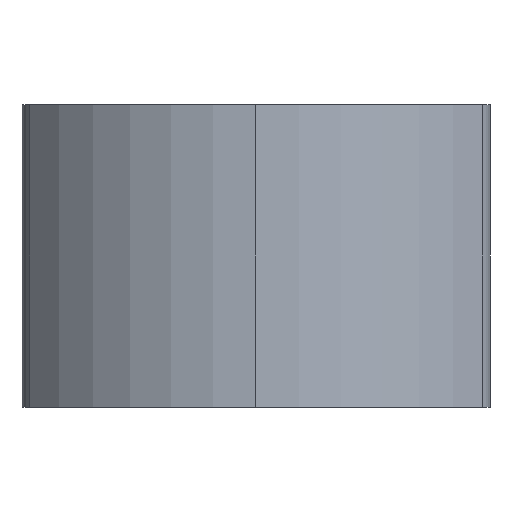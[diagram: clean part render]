
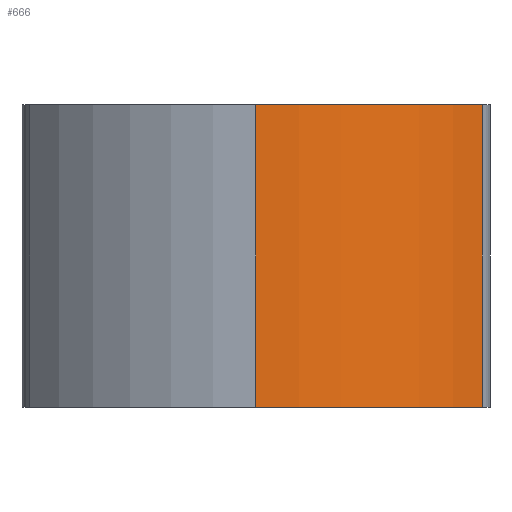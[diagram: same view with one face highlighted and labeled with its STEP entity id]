
A CAD part, left-side view. The second image highlights one B-rep face of the part: STEP entity #666.
In plain terms, the highlighted cylindrical face has radius 40 mm (diameter 80 mm), a partial arc.
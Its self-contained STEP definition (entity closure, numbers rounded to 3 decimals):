
#65 = AXIS2_PLACEMENT_3D ( 'NONE', #1221, #530, #1846 ) ;
#74 = FACE_OUTER_BOUND ( 'NONE', #1080, .T. ) ;
#181 = CIRCLE ( 'NONE', #65, 40. ) ;
#288 = EDGE_CURVE ( 'NONE', #792, #836, #181, .T. ) ;
#298 = VECTOR ( 'NONE', #1480, 1000. ) ;
#332 = DIRECTION ( 'NONE',  ( -1., 0., 0. ) ) ;
#348 = LINE ( 'NONE', #1509, #298 ) ;
#395 = DIRECTION ( 'NONE',  ( 0., 0., 1. ) ) ;
#401 = CYLINDRICAL_SURFACE ( 'NONE', #585, 40. ) ;
#530 = DIRECTION ( 'NONE',  ( 0., 0., 1. ) ) ;
#542 = VERTEX_POINT ( 'NONE', #1592 ) ;
#571 = VECTOR ( 'NONE', #1321, 1000. ) ;
#585 = AXIS2_PLACEMENT_3D ( 'NONE', #1150, #1454, #332 ) ;
#666 = ADVANCED_FACE ( 'NONE', ( #74 ), #401, .T. ) ;
#735 = EDGE_CURVE ( 'NONE', #836, #940, #1449, .T. ) ;
#792 = VERTEX_POINT ( 'NONE', #1683 ) ;
#836 = VERTEX_POINT ( 'NONE', #1339 ) ;
#940 = VERTEX_POINT ( 'NONE', #1048 ) ;
#1048 = CARTESIAN_POINT ( 'NONE',  ( -35.744, -31.429, 42. ) ) ;
#1080 = EDGE_LOOP ( 'NONE', ( #2065, #1239, #1323, #1585 ) ) ;
#1150 = CARTESIAN_POINT ( 'NONE',  ( -11., 0., 42. ) ) ;
#1221 = CARTESIAN_POINT ( 'NONE',  ( -11., 0., 0. ) ) ;
#1239 = ORIENTED_EDGE ( 'NONE', *, *, #1786, .T. ) ;
#1321 = DIRECTION ( 'NONE',  ( 0., 0., 1. ) ) ;
#1323 = ORIENTED_EDGE ( 'NONE', *, *, #288, .T. ) ;
#1339 = CARTESIAN_POINT ( 'NONE',  ( -35.744, -31.429, 0. ) ) ;
#1434 = EDGE_CURVE ( 'NONE', #542, #940, #1638, .T. ) ;
#1449 = LINE ( 'NONE', #1643, #571 ) ;
#1454 = DIRECTION ( 'NONE',  ( 0., 0., -1. ) ) ;
#1480 = DIRECTION ( 'NONE',  ( 0., 0., -1. ) ) ;
#1509 = CARTESIAN_POINT ( 'NONE',  ( -51., 0., 42. ) ) ;
#1585 = ORIENTED_EDGE ( 'NONE', *, *, #735, .T. ) ;
#1592 = CARTESIAN_POINT ( 'NONE',  ( -51., 0., 42. ) ) ;
#1638 = CIRCLE ( 'NONE', #2050, 40. ) ;
#1643 = CARTESIAN_POINT ( 'NONE',  ( -35.744, -31.429, 42. ) ) ;
#1683 = CARTESIAN_POINT ( 'NONE',  ( -51., 0., 0. ) ) ;
#1786 = EDGE_CURVE ( 'NONE', #542, #792, #348, .T. ) ;
#1846 = DIRECTION ( 'NONE',  ( -1., 0., 0. ) ) ;
#2049 = CARTESIAN_POINT ( 'NONE',  ( -11., 0., 42. ) ) ;
#2050 = AXIS2_PLACEMENT_3D ( 'NONE', #2049, #395, #2063 ) ;
#2063 = DIRECTION ( 'NONE',  ( -1., 0., 0. ) ) ;
#2065 = ORIENTED_EDGE ( 'NONE', *, *, #1434, .F. ) ;
